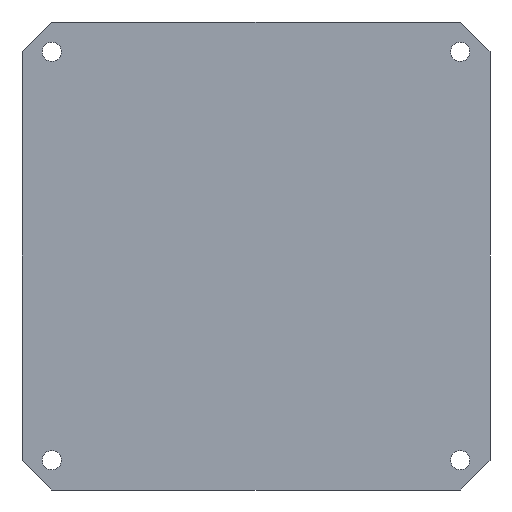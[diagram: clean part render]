
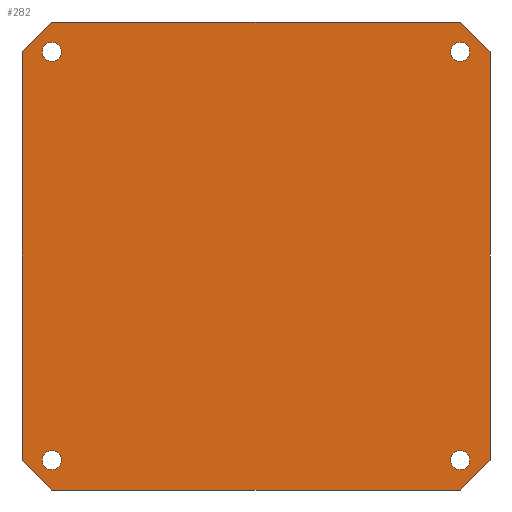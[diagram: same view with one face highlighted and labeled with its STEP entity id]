
A CAD part, front view. The second image highlights one B-rep face of the part: STEP entity #282.
In plain terms, the highlighted planar face has unit normal (0, -1, 0).
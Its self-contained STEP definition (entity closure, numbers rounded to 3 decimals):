
#19=FACE_BOUND('',#65,.T.);
#20=FACE_BOUND('',#66,.T.);
#21=FACE_BOUND('',#67,.T.);
#22=FACE_BOUND('',#68,.T.);
#32=PLANE('',#327);
#46=FACE_OUTER_BOUND('',#64,.T.);
#64=EDGE_LOOP('',(#253,#254,#255,#256,#257,#258,#259,#260));
#65=EDGE_LOOP('',(#261));
#66=EDGE_LOOP('',(#262));
#67=EDGE_LOOP('',(#263));
#68=EDGE_LOOP('',(#264));
#75=LINE('',#434,#103);
#79=LINE('',#441,#107);
#87=LINE('',#458,#115);
#89=LINE('',#462,#117);
#91=LINE('',#466,#119);
#94=LINE('',#471,#122);
#95=LINE('',#473,#123);
#96=LINE('',#475,#124);
#103=VECTOR('',#362,10.);
#107=VECTOR('',#368,10.);
#115=VECTOR('',#380,10.);
#117=VECTOR('',#384,10.);
#119=VECTOR('',#388,10.);
#122=VECTOR('',#393,10.);
#123=VECTOR('',#396,10.);
#124=VECTOR('',#399,10.);
#126=CIRCLE('',#308,2.25);
#128=CIRCLE('',#311,2.25);
#130=CIRCLE('',#314,2.25);
#132=CIRCLE('',#317,2.25);
#134=VERTEX_POINT('',#406);
#136=VERTEX_POINT('',#412);
#138=VERTEX_POINT('',#418);
#140=VERTEX_POINT('',#424);
#143=VERTEX_POINT('',#431);
#144=VERTEX_POINT('',#433);
#146=VERTEX_POINT('',#439);
#152=VERTEX_POINT('',#455);
#153=VERTEX_POINT('',#457);
#154=VERTEX_POINT('',#461);
#155=VERTEX_POINT('',#465);
#156=VERTEX_POINT('',#469);
#159=EDGE_CURVE('',#134,#134,#126,.T.);
#162=EDGE_CURVE('',#136,#136,#128,.T.);
#165=EDGE_CURVE('',#138,#138,#130,.T.);
#168=EDGE_CURVE('',#140,#140,#132,.T.);
#171=EDGE_CURVE('',#143,#144,#75,.T.);
#175=EDGE_CURVE('',#146,#143,#79,.T.);
#183=EDGE_CURVE('',#152,#153,#87,.T.);
#185=EDGE_CURVE('',#153,#154,#89,.T.);
#187=EDGE_CURVE('',#154,#155,#91,.T.);
#190=EDGE_CURVE('',#156,#146,#94,.T.);
#191=EDGE_CURVE('',#155,#156,#95,.T.);
#192=EDGE_CURVE('',#144,#152,#96,.T.);
#253=ORIENTED_EDGE('',*,*,#171,.F.);
#254=ORIENTED_EDGE('',*,*,#175,.F.);
#255=ORIENTED_EDGE('',*,*,#190,.F.);
#256=ORIENTED_EDGE('',*,*,#191,.F.);
#257=ORIENTED_EDGE('',*,*,#187,.F.);
#258=ORIENTED_EDGE('',*,*,#185,.F.);
#259=ORIENTED_EDGE('',*,*,#183,.F.);
#260=ORIENTED_EDGE('',*,*,#192,.F.);
#261=ORIENTED_EDGE('',*,*,#159,.T.);
#262=ORIENTED_EDGE('',*,*,#162,.T.);
#263=ORIENTED_EDGE('',*,*,#165,.T.);
#264=ORIENTED_EDGE('',*,*,#168,.T.);
#282=ADVANCED_FACE('',(#46,#19,#20,#21,#22),#32,.F.);
#308=AXIS2_PLACEMENT_3D('',#408,#335,#336);
#311=AXIS2_PLACEMENT_3D('',#414,#342,#343);
#314=AXIS2_PLACEMENT_3D('',#420,#349,#350);
#317=AXIS2_PLACEMENT_3D('',#426,#356,#357);
#327=AXIS2_PLACEMENT_3D('',#476,#400,#401);
#335=DIRECTION('center_axis',(0.,1.,0.));
#336=DIRECTION('ref_axis',(1.,0.,0.));
#342=DIRECTION('center_axis',(0.,1.,0.));
#343=DIRECTION('ref_axis',(1.,0.,0.));
#349=DIRECTION('center_axis',(0.,1.,0.));
#350=DIRECTION('ref_axis',(1.,0.,0.));
#356=DIRECTION('center_axis',(0.,1.,0.));
#357=DIRECTION('ref_axis',(1.,0.,0.));
#362=DIRECTION('',(0.707,0.,-0.707));
#368=DIRECTION('',(1.,0.,0.));
#380=DIRECTION('',(-0.707,0.,-0.707));
#384=DIRECTION('',(-1.,0.,0.));
#388=DIRECTION('',(-0.707,0.,0.707));
#393=DIRECTION('',(0.707,0.,0.707));
#396=DIRECTION('',(0.,0.,1.));
#399=DIRECTION('',(0.,0.,-1.));
#400=DIRECTION('center_axis',(0.,1.,0.));
#401=DIRECTION('ref_axis',(0.,0.,1.));
#406=CARTESIAN_POINT('',(45.75,0.,48.));
#408=CARTESIAN_POINT('Origin',(48.,0.,48.));
#412=CARTESIAN_POINT('',(-50.25,0.,48.));
#414=CARTESIAN_POINT('Origin',(-48.,0.,48.));
#418=CARTESIAN_POINT('',(45.75,0.,-48.));
#420=CARTESIAN_POINT('Origin',(48.,0.,-48.));
#424=CARTESIAN_POINT('',(-50.25,0.,-48.));
#426=CARTESIAN_POINT('Origin',(-48.,0.,-48.));
#431=CARTESIAN_POINT('',(48.,0.,55.));
#433=CARTESIAN_POINT('',(55.,0.,48.));
#434=CARTESIAN_POINT('',(51.5,0.,51.5));
#439=CARTESIAN_POINT('',(-48.,0.,55.));
#441=CARTESIAN_POINT('',(-55.,0.,55.));
#455=CARTESIAN_POINT('',(55.,0.,-48.));
#457=CARTESIAN_POINT('',(48.,0.,-55.));
#458=CARTESIAN_POINT('',(51.5,0.,-51.5));
#461=CARTESIAN_POINT('',(-48.,0.,-55.));
#462=CARTESIAN_POINT('',(55.,0.,-55.));
#465=CARTESIAN_POINT('',(-55.,0.,-48.));
#466=CARTESIAN_POINT('',(-51.5,0.,-51.5));
#469=CARTESIAN_POINT('',(-55.,0.,48.));
#471=CARTESIAN_POINT('',(-51.5,0.,51.5));
#473=CARTESIAN_POINT('',(-55.,0.,-55.));
#475=CARTESIAN_POINT('',(55.,0.,55.));
#476=CARTESIAN_POINT('Origin',(0.,0.,0.));
